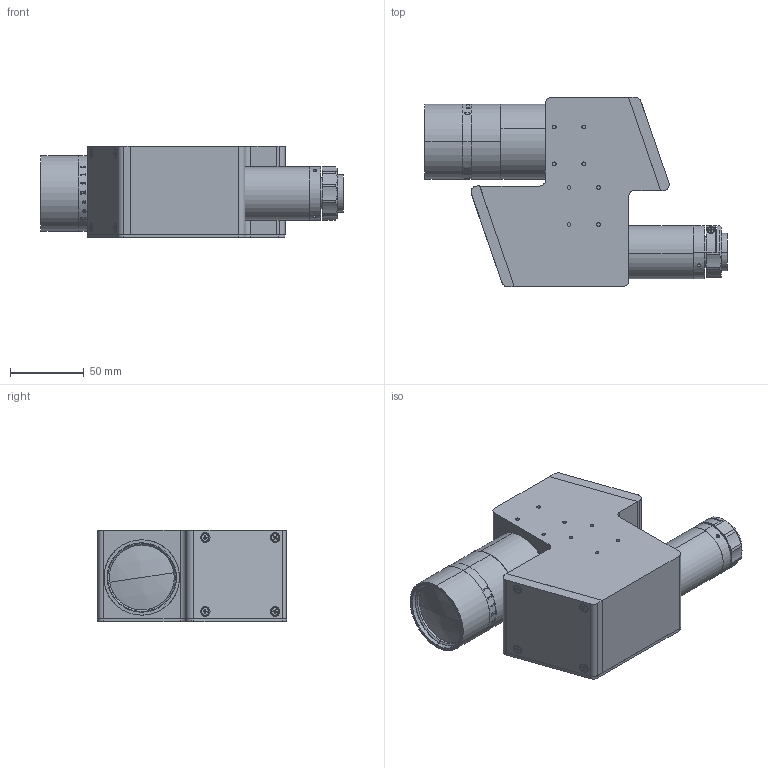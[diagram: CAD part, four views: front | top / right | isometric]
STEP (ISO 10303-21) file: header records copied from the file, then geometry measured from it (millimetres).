
FILE_DESCRIPTION (( 'STEP AP203' ), '1' );
FILE_NAME ('XF-MH1X379.STEP', '2019-11-18T01:52:02', ( 'lawlynn' ), ( '' ), 'SwSTEP 2.0', 'SolidWorks 2014', '' );
FILE_SCHEMA (( 'CONFIG_CONTROL_DESIGN' ));
Length unit declared in the file: millimetre
Products named in the file (1): XF-MH1X379
Bounding box: 204.54 x 128 x 62 mm (x, y, z)
Surface area: 101626.4 mm2 (no closed solid volume)
Topology: 0 solids, 47 shells, 406 faces, 1866 edges, 1490 vertices
Faces by surface type: plane 192, cylinder 166, cone 41, bspline 3, sphere 2, torus 2
Entity records: 25241 total; most frequent: CARTESIAN_POINT 10358, DIRECTION 3041, ORIENTED_EDGE 2667, EDGE_CURVE 1866, VERTEX_POINT 1490, AXIS2_PLACEMENT_3D 1061, VECTOR 919, LINE 919
